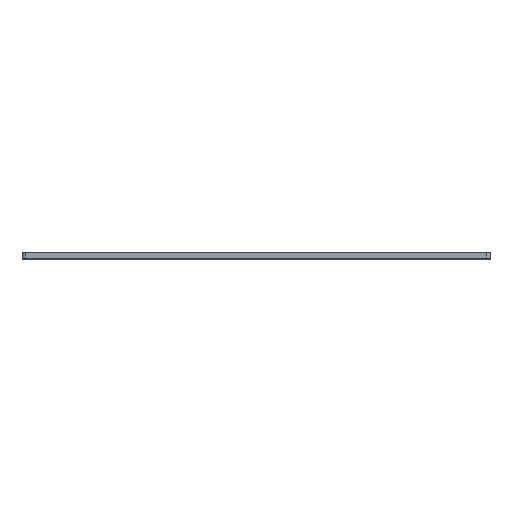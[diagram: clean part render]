
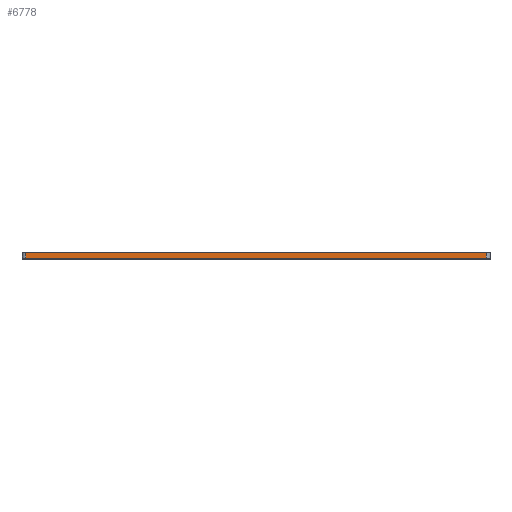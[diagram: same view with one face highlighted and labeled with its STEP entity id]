
A CAD part, top view. The second image highlights one B-rep face of the part: STEP entity #6778.
In plain terms, the highlighted planar face has unit normal (0, 0, 1).
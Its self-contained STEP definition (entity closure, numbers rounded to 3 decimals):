
#329 = FACE_OUTER_BOUND ( 'NONE', #6733, .T. ) ;
#359 = DIRECTION ( 'NONE',  ( 1., 0., 0. ) ) ;
#434 = CARTESIAN_POINT ( 'NONE',  ( -128., 3., 180. ) ) ;
#552 = CARTESIAN_POINT ( 'NONE',  ( -126., 3., 180. ) ) ;
#852 = PLANE ( 'NONE',  #3066 ) ;
#1199 = CARTESIAN_POINT ( 'NONE',  ( -126., 0., 180. ) ) ;
#1375 = CARTESIAN_POINT ( 'NONE',  ( -126., 3., 180. ) ) ;
#1406 = VERTEX_POINT ( 'NONE', #552 ) ;
#1486 = DIRECTION ( 'NONE',  ( -1., 0., 0. ) ) ;
#1650 = ORIENTED_EDGE ( 'NONE', *, *, #6950, .T. ) ;
#2059 = CARTESIAN_POINT ( 'NONE',  ( -128., 3., 180. ) ) ;
#2508 = LINE ( 'NONE', #3453, #3921 ) ;
#2550 = DIRECTION ( 'NONE',  ( 0., -1., 0. ) ) ;
#2918 = ORIENTED_EDGE ( 'NONE', *, *, #4721, .F. ) ;
#2979 = ORIENTED_EDGE ( 'NONE', *, *, #5198, .T. ) ;
#3066 = AXIS2_PLACEMENT_3D ( 'NONE', #2059, #5087, #1486 ) ;
#3082 = VECTOR ( 'NONE', #359, 1000. ) ;
#3377 = VERTEX_POINT ( 'NONE', #7866 ) ;
#3453 = CARTESIAN_POINT ( 'NONE',  ( 126., 3., 180. ) ) ;
#3921 = VECTOR ( 'NONE', #4630, 1000. ) ;
#4040 = DIRECTION ( 'NONE',  ( 1., 0., 0. ) ) ;
#4264 = ORIENTED_EDGE ( 'NONE', *, *, #7796, .T. ) ;
#4508 = VECTOR ( 'NONE', #2550, 1000. ) ;
#4630 = DIRECTION ( 'NONE',  ( 0., 1., 0. ) ) ;
#4721 = EDGE_CURVE ( 'NONE', #1406, #3377, #7853, .T. ) ;
#5087 = DIRECTION ( 'NONE',  ( 0., 0., -1. ) ) ;
#5198 = EDGE_CURVE ( 'NONE', #1406, #7083, #7751, .T. ) ;
#5840 = VERTEX_POINT ( 'NONE', #6233 ) ;
#6221 = VECTOR ( 'NONE', #4040, 1000. ) ;
#6233 = CARTESIAN_POINT ( 'NONE',  ( 126., 0., 180. ) ) ;
#6501 = LINE ( 'NONE', #6997, #3082 ) ;
#6733 = EDGE_LOOP ( 'NONE', ( #2918, #2979, #4264, #1650 ) ) ;
#6778 = ADVANCED_FACE ( 'NONE', ( #329 ), #852, .F. ) ;
#6950 = EDGE_CURVE ( 'NONE', #5840, #3377, #2508, .T. ) ;
#6997 = CARTESIAN_POINT ( 'NONE',  ( -128., 0., 180. ) ) ;
#7083 = VERTEX_POINT ( 'NONE', #1199 ) ;
#7751 = LINE ( 'NONE', #1375, #4508 ) ;
#7796 = EDGE_CURVE ( 'NONE', #7083, #5840, #6501, .T. ) ;
#7853 = LINE ( 'NONE', #434, #6221 ) ;
#7866 = CARTESIAN_POINT ( 'NONE',  ( 126., 3., 180. ) ) ;
